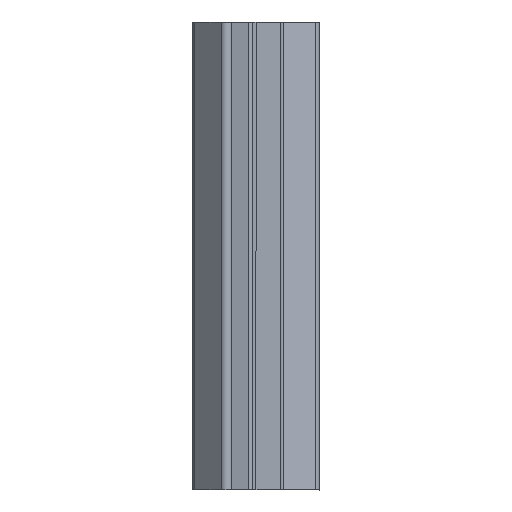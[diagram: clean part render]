
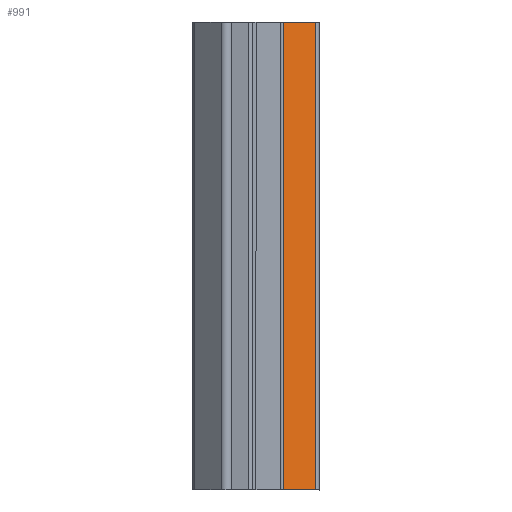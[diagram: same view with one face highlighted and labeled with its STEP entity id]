
A CAD part, front view. The second image highlights one B-rep face of the part: STEP entity #991.
In plain terms, the highlighted planar face has unit normal (0.469, -0.883, 0).
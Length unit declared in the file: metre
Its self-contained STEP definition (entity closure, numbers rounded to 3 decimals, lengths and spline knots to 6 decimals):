
#302=ORIENTED_EDGE('',*,*,#451,.F.);
#303=ORIENTED_EDGE('',*,*,#486,.F.);
#304=ORIENTED_EDGE('',*,*,#418,.T.);
#305=ORIENTED_EDGE('',*,*,#485,.T.);
#418=EDGE_CURVE('',#546,#545,#641,.T.);
#451=EDGE_CURVE('',#576,#577,#660,.T.);
#485=EDGE_CURVE('',#545,#577,#689,.T.);
#486=EDGE_CURVE('',#546,#576,#690,.T.);
#545=VERTEX_POINT('',#1515);
#546=VERTEX_POINT('',#1517);
#576=VERTEX_POINT('',#1580);
#577=VERTEX_POINT('',#1582);
#641=LINE('',#1516,#749);
#660=LINE('',#1581,#768);
#689=LINE('',#1650,#797);
#690=LINE('',#1652,#798);
#749=VECTOR('',#1222,1.);
#768=VECTOR('',#1271,1.);
#797=VECTOR('',#1346,1.);
#798=VECTOR('',#1349,1.);
#853=EDGE_LOOP('',(#302,#303,#304,#305));
#909=FACE_BOUND('',#853,.T.);
#946=PLANE('',#1090);
#991=ADVANCED_FACE('',(#909),#946,.F.);
#1090=AXIS2_PLACEMENT_3D('',#1651,#1347,#1348);
#1222=DIRECTION('',(-0.883,-0.469,0.));
#1271=DIRECTION('',(-0.883,-0.469,0.));
#1346=DIRECTION('',(0.,0.,-1.));
#1347=DIRECTION('',(-0.469,0.883,0.));
#1348=DIRECTION('',(0.883,0.469,0.));
#1349=DIRECTION('',(0.,0.,-1.));
#1515=CARTESIAN_POINT('',(-0.03617,0.001065,0.09035));
#1516=CARTESIAN_POINT('',(-0.033887,0.002277,0.09035));
#1517=CARTESIAN_POINT('',(-0.031603,0.00349,0.09035));
#1580=CARTESIAN_POINT('',(-0.031603,0.00349,0.02485));
#1581=CARTESIAN_POINT('',(-0.033887,0.002277,0.02485));
#1582=CARTESIAN_POINT('',(-0.03617,0.001065,0.02485));
#1650=CARTESIAN_POINT('',(-0.03617,0.001065,0.09035));
#1651=CARTESIAN_POINT('',(-0.033887,0.002277,0.09035));
#1652=CARTESIAN_POINT('',(-0.031603,0.00349,0.09035));
